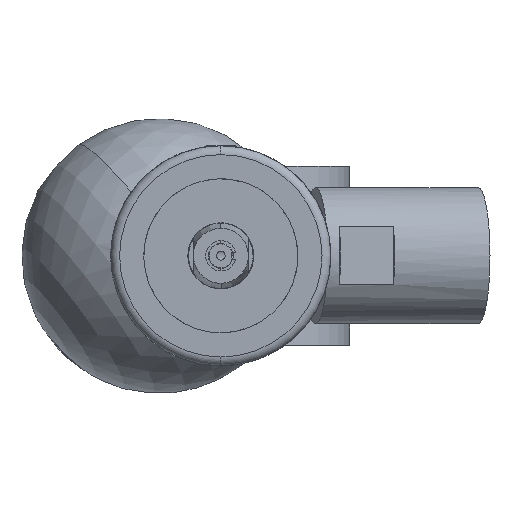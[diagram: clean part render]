
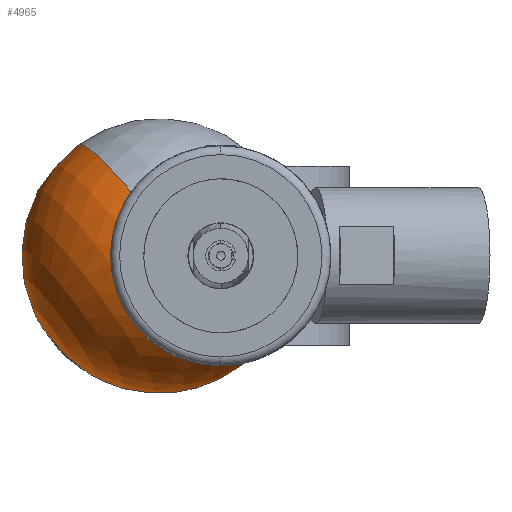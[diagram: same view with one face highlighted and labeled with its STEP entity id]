
A CAD part, left-side view. The second image highlights one B-rep face of the part: STEP entity #4965.
In plain terms, the highlighted spherical face has radius 15.875 mm.
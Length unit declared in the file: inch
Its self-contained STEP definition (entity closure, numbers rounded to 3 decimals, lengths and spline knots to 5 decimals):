
#86 = CIRCLE ( 'NONE', #4060, 0.625 ) ;
#542 = DIRECTION ( 'NONE',  ( 0.127, -0.801, 0.585 ) ) ;
#655 = CARTESIAN_POINT ( 'NONE',  ( 7.7727, 0.37782, 0. ) ) ;
#791 = AXIS2_PLACEMENT_3D ( 'NONE', #1848, #14797, #542 ) ;
#863 = AXIS2_PLACEMENT_3D ( 'NONE', #12212, #12299, #8682 ) ;
#1280 = CIRCLE ( 'NONE', #13985, 0.25 ) ;
#1454 = CARTESIAN_POINT ( 'NONE',  ( 6.55791, 0.39068, -0.14627 ) ) ;
#1726 = ORIENTED_EDGE ( 'NONE', *, *, #7349, .T. ) ;
#1848 = CARTESIAN_POINT ( 'NONE',  ( 6.58962, 0.19044, 0. ) ) ;
#2450 = DIRECTION ( 'NONE',  ( 0.127, -0.801, 0.585 ) ) ;
#2537 = ORIENTED_EDGE ( 'NONE', *, *, #15089, .T. ) ;
#2915 = CARTESIAN_POINT ( 'NONE',  ( 6.56674, 0.3349, 0.20274 ) ) ;
#3271 = DIRECTION ( 'NONE',  ( 0., 0.59, 0.808 ) ) ;
#3628 = VERTEX_POINT ( 'NONE', #2915 ) ;
#4060 = AXIS2_PLACEMENT_3D ( 'NONE', #15190, #11694, #3271 ) ;
#4122 = FACE_OUTER_BOUND ( 'NONE', #10817, .T. ) ;
#4829 = ORIENTED_EDGE ( 'NONE', *, *, #10714, .F. ) ;
#4965 = ADVANCED_FACE ( 'NONE', ( #4122 ), #5129, .T. ) ;
#5129 = SPHERICAL_SURFACE ( 'NONE', #863, 0.625 ) ;
#5675 = VERTEX_POINT ( 'NONE', #1454 ) ;
#6057 = CARTESIAN_POINT ( 'NONE',  ( 6.6125, 0.04597, -0.20274 ) ) ;
#6901 = VERTEX_POINT ( 'NONE', #655 ) ;
#7109 = ORIENTED_EDGE ( 'NONE', *, *, #15061, .T. ) ;
#7193 = DIRECTION ( 'NONE',  ( 0., -0.59, -0.808 ) ) ;
#7349 = EDGE_CURVE ( 'NONE', #6901, #9713, #86, .T. ) ;
#8682 = DIRECTION ( 'NONE',  ( 0.092, -0.578, -0.811 ) ) ;
#9713 = VERTEX_POINT ( 'NONE', #6057 ) ;
#9824 = DIRECTION ( 'NONE',  ( 0.988, 0.156, 0. ) ) ;
#10226 = CIRCLE ( 'NONE', #12440, 0.625 ) ;
#10714 = EDGE_CURVE ( 'NONE', #6901, #3628, #10226, .T. ) ;
#10817 = EDGE_LOOP ( 'NONE', ( #4829, #1726, #2537, #7109 ) ) ;
#10839 = CARTESIAN_POINT ( 'NONE',  ( 6.58962, 0.19044, 0. ) ) ;
#11694 = DIRECTION ( 'NONE',  ( -0.127, 0.801, -0.585 ) ) ;
#12212 = CARTESIAN_POINT ( 'NONE',  ( 7.15539, 0.28004, 0. ) ) ;
#12299 = DIRECTION ( 'NONE',  ( 0.127, -0.801, 0.585 ) ) ;
#12440 = AXIS2_PLACEMENT_3D ( 'NONE', #14070, #2450, #7193 ) ;
#13309 = DIRECTION ( 'NONE',  ( 0.127, -0.801, 0.585 ) ) ;
#13985 = AXIS2_PLACEMENT_3D ( 'NONE', #10839, #9824, #13309 ) ;
#14070 = CARTESIAN_POINT ( 'NONE',  ( 7.15539, 0.28004, 0. ) ) ;
#14797 = DIRECTION ( 'NONE',  ( 0.988, 0.156, 0. ) ) ;
#15061 = EDGE_CURVE ( 'NONE', #5675, #3628, #1280, .T. ) ;
#15089 = EDGE_CURVE ( 'NONE', #9713, #5675, #15219, .T. ) ;
#15190 = CARTESIAN_POINT ( 'NONE',  ( 7.15539, 0.28004, 0. ) ) ;
#15219 = CIRCLE ( 'NONE', #791, 0.25 ) ;
